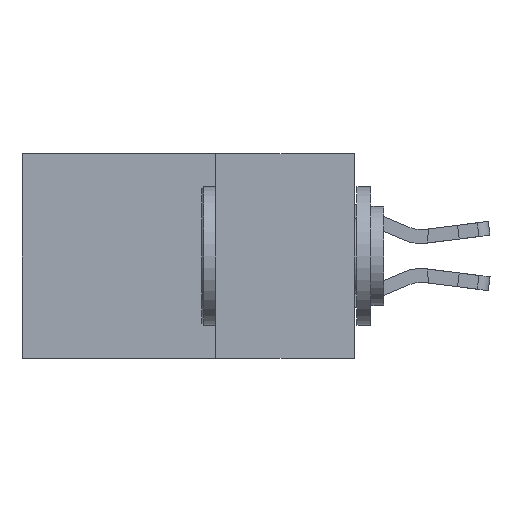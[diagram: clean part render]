
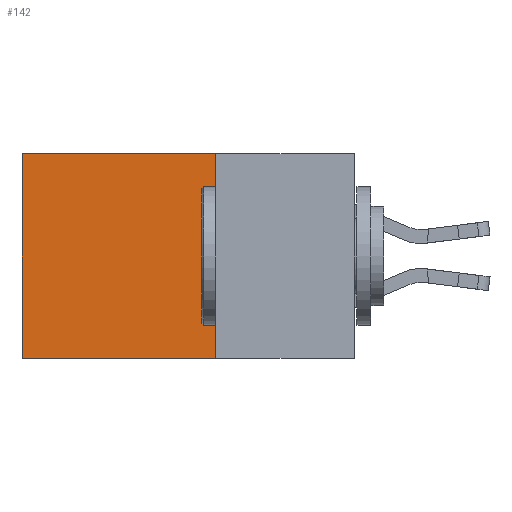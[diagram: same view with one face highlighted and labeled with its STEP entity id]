
A CAD part, left-side view. The second image highlights one B-rep face of the part: STEP entity #142.
In plain terms, the highlighted planar face has unit normal (-1, 0, 0).
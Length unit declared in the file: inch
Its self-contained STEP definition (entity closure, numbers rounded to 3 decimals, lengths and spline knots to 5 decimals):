
#142 = ADVANCED_FACE ( 'NONE', ( #1064 ), #13479, .F. ) ;
#426 = CARTESIAN_POINT ( 'NONE',  ( 0.2615, 0.25, -0.37 ) ) ;
#637 = EDGE_CURVE ( 'NONE', #14589, #13763, #5703, .T. ) ;
#1064 = FACE_OUTER_BOUND ( 'NONE', #4214, .T. ) ;
#1124 = VERTEX_POINT ( 'NONE', #14022 ) ;
#1128 = ORIENTED_EDGE ( 'NONE', *, *, #7886, .T. ) ;
#1430 = DIRECTION ( 'NONE',  ( 0., 1., 0. ) ) ;
#1449 = CARTESIAN_POINT ( 'NONE',  ( 0.2615, 0.25, 0. ) ) ;
#1579 = ORIENTED_EDGE ( 'NONE', *, *, #9759, .F. ) ;
#1630 = DIRECTION ( 'NONE',  ( 1., 0., 0. ) ) ;
#1637 = CARTESIAN_POINT ( 'NONE',  ( 0.2615, 0.25, -0.37 ) ) ;
#2380 = VECTOR ( 'NONE', #5281, 39.37008 ) ;
#2628 = LINE ( 'NONE', #1449, #9209 ) ;
#2676 = DIRECTION ( 'NONE',  ( 0., 0., -1. ) ) ;
#2810 = VECTOR ( 'NONE', #15096, 39.37008 ) ;
#2872 = CARTESIAN_POINT ( 'NONE',  ( 0.2615, 0.6, -0.37 ) ) ;
#2987 = DIRECTION ( 'NONE',  ( 0., 1., 0. ) ) ;
#3170 = LINE ( 'NONE', #15149, #2810 ) ;
#4214 = EDGE_LOOP ( 'NONE', ( #14229, #14763, #1579, #1128 ) ) ;
#5281 = DIRECTION ( 'NONE',  ( 0., 0., -1. ) ) ;
#5311 = VECTOR ( 'NONE', #2987, 39.37008 ) ;
#5314 = CARTESIAN_POINT ( 'NONE',  ( 0.2615, 0.25, -0.37 ) ) ;
#5703 = LINE ( 'NONE', #1637, #5311 ) ;
#6883 = EDGE_CURVE ( 'NONE', #14935, #13763, #3170, .T. ) ;
#7197 = CARTESIAN_POINT ( 'NONE',  ( 0.2615, 0.6, 0. ) ) ;
#7886 = EDGE_CURVE ( 'NONE', #1124, #14935, #2628, .T. ) ;
#8949 = AXIS2_PLACEMENT_3D ( 'NONE', #12046, #1630, #2676 ) ;
#8960 = LINE ( 'NONE', #5314, #2380 ) ;
#9209 = VECTOR ( 'NONE', #1430, 39.37008 ) ;
#9759 = EDGE_CURVE ( 'NONE', #1124, #14589, #8960, .T. ) ;
#12046 = CARTESIAN_POINT ( 'NONE',  ( 0.2615, 0.25, -0.37 ) ) ;
#13479 = PLANE ( 'NONE',  #8949 ) ;
#13763 = VERTEX_POINT ( 'NONE', #2872 ) ;
#14022 = CARTESIAN_POINT ( 'NONE',  ( 0.2615, 0.25, 0. ) ) ;
#14229 = ORIENTED_EDGE ( 'NONE', *, *, #6883, .T. ) ;
#14589 = VERTEX_POINT ( 'NONE', #426 ) ;
#14763 = ORIENTED_EDGE ( 'NONE', *, *, #637, .F. ) ;
#14935 = VERTEX_POINT ( 'NONE', #7197 ) ;
#15096 = DIRECTION ( 'NONE',  ( 0., 0., -1. ) ) ;
#15149 = CARTESIAN_POINT ( 'NONE',  ( 0.2615, 0.6, -0.37 ) ) ;
